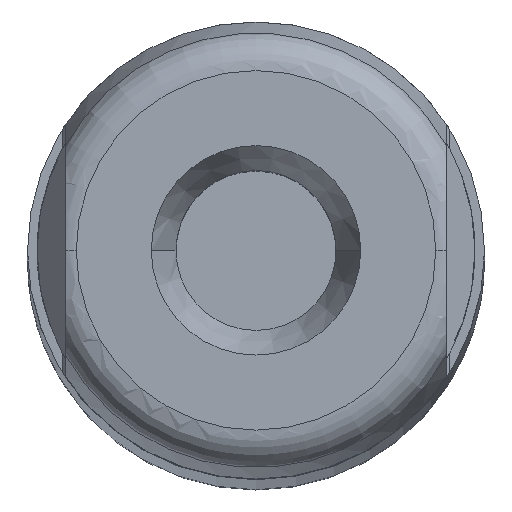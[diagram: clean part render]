
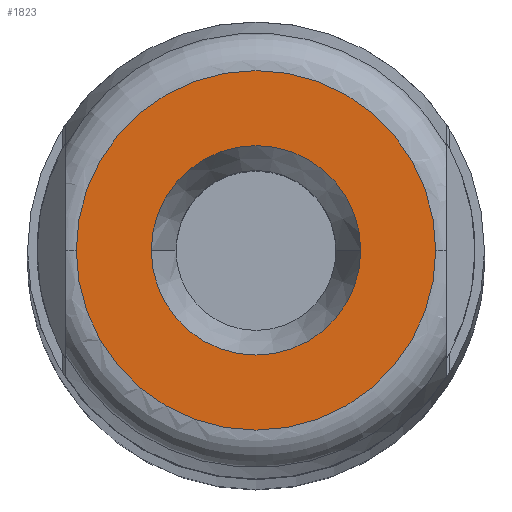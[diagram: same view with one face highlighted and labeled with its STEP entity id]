
A CAD part, top view. The second image highlights one B-rep face of the part: STEP entity #1823.
In plain terms, the highlighted planar face has unit normal (0, 0, 1).
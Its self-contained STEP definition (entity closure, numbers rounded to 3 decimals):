
#23 = FACE_BOUND ( 'NONE', #461, .T. ) ;
#26 = DIRECTION ( 'NONE',  ( 1., 0., 0. ) ) ;
#45 = VERTEX_POINT ( 'NONE', #1252 ) ;
#89 = CARTESIAN_POINT ( 'NONE',  ( 0., 0., 0. ) ) ;
#175 = DIRECTION ( 'NONE',  ( 1., 0., 0. ) ) ;
#293 = ORIENTED_EDGE ( 'NONE', *, *, #1425, .T. ) ;
#365 = ORIENTED_EDGE ( 'NONE', *, *, #2593, .F. ) ;
#461 = EDGE_LOOP ( 'NONE', ( #978, #365 ) ) ;
#550 = CIRCLE ( 'NONE', #737, 4.72 ) ;
#606 = ORIENTED_EDGE ( 'NONE', *, *, #1464, .T. ) ;
#627 = AXIS2_PLACEMENT_3D ( 'NONE', #2011, #2410, #2630 ) ;
#675 = AXIS2_PLACEMENT_3D ( 'NONE', #89, #923, #716 ) ;
#699 = CARTESIAN_POINT ( 'NONE',  ( -4.72, 0., 0. ) ) ;
#716 = DIRECTION ( 'NONE',  ( -1., 0., 0. ) ) ;
#737 = AXIS2_PLACEMENT_3D ( 'NONE', #1549, #865, #26 ) ;
#856 = CARTESIAN_POINT ( 'NONE',  ( 0., 0., 0. ) ) ;
#859 = EDGE_LOOP ( 'NONE', ( #293, #606 ) ) ;
#865 = DIRECTION ( 'NONE',  ( 0., 0., 1. ) ) ;
#923 = DIRECTION ( 'NONE',  ( 0., 0., -1. ) ) ;
#955 = VERTEX_POINT ( 'NONE', #1404 ) ;
#978 = ORIENTED_EDGE ( 'NONE', *, *, #1249, .F. ) ;
#1054 = DIRECTION ( 'NONE',  ( 1., 0., 0. ) ) ;
#1249 = EDGE_CURVE ( 'NONE', #2490, #45, #1753, .T. ) ;
#1252 = CARTESIAN_POINT ( 'NONE',  ( -2.75, 0., 0. ) ) ;
#1287 = CARTESIAN_POINT ( 'NONE',  ( 0., 0., 0. ) ) ;
#1361 = VERTEX_POINT ( 'NONE', #699 ) ;
#1404 = CARTESIAN_POINT ( 'NONE',  ( 4.72, 0., 0. ) ) ;
#1425 = EDGE_CURVE ( 'NONE', #955, #1361, #550, .T. ) ;
#1446 = CARTESIAN_POINT ( 'NONE',  ( 2.75, 0., 0. ) ) ;
#1464 = EDGE_CURVE ( 'NONE', #1361, #955, #2559, .T. ) ;
#1549 = CARTESIAN_POINT ( 'NONE',  ( 0., 0., 0. ) ) ;
#1588 = AXIS2_PLACEMENT_3D ( 'NONE', #856, #1701, #1054 ) ;
#1701 = DIRECTION ( 'NONE',  ( 0., 0., 1. ) ) ;
#1753 = CIRCLE ( 'NONE', #627, 2.75 ) ;
#1823 = ADVANCED_FACE ( 'NONE', ( #23, #2059 ), #2725, .F. ) ;
#2011 = CARTESIAN_POINT ( 'NONE',  ( 0., 0., 0. ) ) ;
#2059 = FACE_OUTER_BOUND ( 'NONE', #859, .T. ) ;
#2160 = DIRECTION ( 'NONE',  ( 0., 0., 1. ) ) ;
#2325 = AXIS2_PLACEMENT_3D ( 'NONE', #1287, #2160, #175 ) ;
#2382 = CIRCLE ( 'NONE', #1588, 2.75 ) ;
#2410 = DIRECTION ( 'NONE',  ( 0., 0., 1. ) ) ;
#2490 = VERTEX_POINT ( 'NONE', #1446 ) ;
#2559 = CIRCLE ( 'NONE', #2325, 4.72 ) ;
#2593 = EDGE_CURVE ( 'NONE', #45, #2490, #2382, .T. ) ;
#2630 = DIRECTION ( 'NONE',  ( 1., 0., 0. ) ) ;
#2725 = PLANE ( 'NONE',  #675 ) ;
